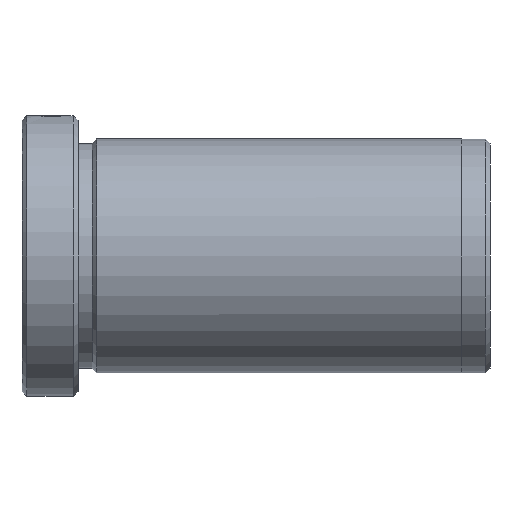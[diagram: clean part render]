
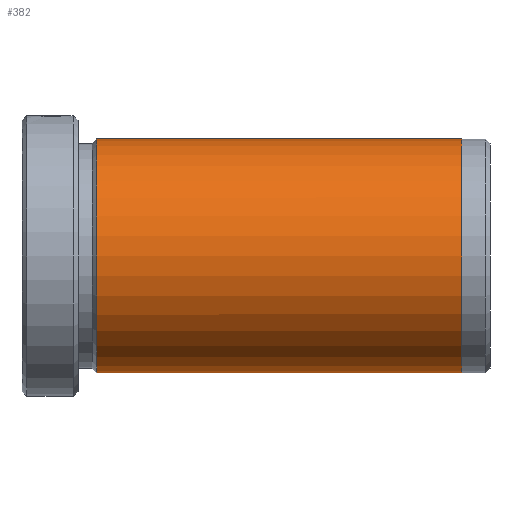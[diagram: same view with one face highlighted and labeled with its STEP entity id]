
A CAD part, left-side view. The second image highlights one B-rep face of the part: STEP entity #382.
In plain terms, the highlighted cylindrical face has radius 12.5 mm (diameter 25 mm), a partial arc.
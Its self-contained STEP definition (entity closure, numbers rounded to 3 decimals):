
#36 = CARTESIAN_POINT ( 'NONE',  ( 0., -47., 0. ) ) ;
#37 = AXIS2_PLACEMENT_3D ( 'NONE', #36, #1655, #1780 ) ;
#105 = VERTEX_POINT ( 'NONE', #1533 ) ;
#163 = CARTESIAN_POINT ( 'NONE',  ( 0., 0., 0. ) ) ;
#167 = DIRECTION ( 'NONE',  ( 0., 1., 0. ) ) ;
#203 = VERTEX_POINT ( 'NONE', #1576 ) ;
#244 = AXIS2_PLACEMENT_3D ( 'NONE', #163, #167, #1092 ) ;
#312 = CYLINDRICAL_SURFACE ( 'NONE', #244, 12.5 ) ;
#323 = CARTESIAN_POINT ( 'NONE',  ( 0., -8., 0. ) ) ;
#347 = EDGE_CURVE ( 'NONE', #783, #105, #392, .T. ) ;
#350 = CARTESIAN_POINT ( 'NONE',  ( 0., -47., 12.5 ) ) ;
#382 = ADVANCED_FACE ( 'NONE', ( #780 ), #312, .T. ) ;
#392 = LINE ( 'NONE', #810, #736 ) ;
#468 = DIRECTION ( 'NONE',  ( 0., 0., 1. ) ) ;
#495 = CARTESIAN_POINT ( 'NONE',  ( 0., -47., -12.5 ) ) ;
#503 = ORIENTED_EDGE ( 'NONE', *, *, #1193, .F. ) ;
#646 = EDGE_CURVE ( 'NONE', #783, #1413, #1730, .T. ) ;
#690 = DIRECTION ( 'NONE',  ( 0., 1., 0. ) ) ;
#736 = VECTOR ( 'NONE', #690, 1000. ) ;
#780 = FACE_OUTER_BOUND ( 'NONE', #1267, .T. ) ;
#783 = VERTEX_POINT ( 'NONE', #350 ) ;
#808 = CARTESIAN_POINT ( 'NONE',  ( 0., 0., -12.5 ) ) ;
#810 = CARTESIAN_POINT ( 'NONE',  ( 0., 0., 12.5 ) ) ;
#880 = VECTOR ( 'NONE', #1642, 1000. ) ;
#914 = ORIENTED_EDGE ( 'NONE', *, *, #646, .F. ) ;
#925 = LINE ( 'NONE', #808, #880 ) ;
#997 = EDGE_CURVE ( 'NONE', #1413, #203, #925, .T. ) ;
#1092 = DIRECTION ( 'NONE',  ( 0., 0., 1. ) ) ;
#1193 = EDGE_CURVE ( 'NONE', #203, #105, #1379, .T. ) ;
#1198 = ORIENTED_EDGE ( 'NONE', *, *, #347, .T. ) ;
#1202 = AXIS2_PLACEMENT_3D ( 'NONE', #323, #1284, #468 ) ;
#1267 = EDGE_LOOP ( 'NONE', ( #1615, #914, #1198, #503 ) ) ;
#1284 = DIRECTION ( 'NONE',  ( 0., 1., 0. ) ) ;
#1379 = CIRCLE ( 'NONE', #1202, 12.5 ) ;
#1413 = VERTEX_POINT ( 'NONE', #495 ) ;
#1533 = CARTESIAN_POINT ( 'NONE',  ( 0., -8., 12.5 ) ) ;
#1576 = CARTESIAN_POINT ( 'NONE',  ( 0., -8., -12.5 ) ) ;
#1615 = ORIENTED_EDGE ( 'NONE', *, *, #997, .F. ) ;
#1642 = DIRECTION ( 'NONE',  ( 0., 1., 0. ) ) ;
#1655 = DIRECTION ( 'NONE',  ( 0., -1., 0. ) ) ;
#1730 = CIRCLE ( 'NONE', #37, 12.5 ) ;
#1780 = DIRECTION ( 'NONE',  ( 0., 0., -1. ) ) ;
